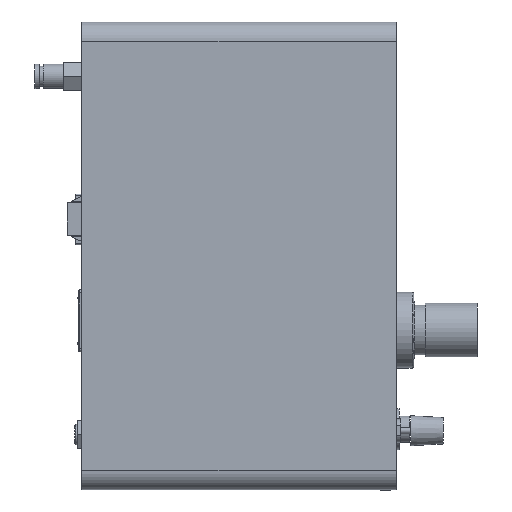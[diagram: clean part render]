
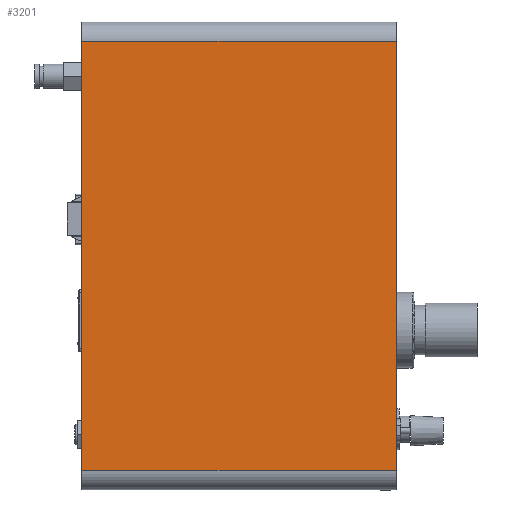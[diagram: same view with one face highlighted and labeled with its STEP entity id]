
A CAD part, top view. The second image highlights one B-rep face of the part: STEP entity #3201.
In plain terms, the highlighted planar face has unit normal (0, 0, 1).
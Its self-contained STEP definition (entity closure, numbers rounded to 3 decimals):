
#402=FACE_OUTER_BOUND('',#612,.T.);
#612=EDGE_LOOP('',(#2668,#2669,#2670,#2671));
#900=LINE('',#5221,#1194);
#906=LINE('',#5241,#1200);
#924=LINE('',#5284,#1218);
#925=LINE('',#5286,#1219);
#1194=VECTOR('',#4310,1000.);
#1200=VECTOR('',#4326,1000.);
#1218=VECTOR('',#4376,1000.);
#1219=VECTOR('',#4379,1000.);
#1464=VERTEX_POINT('',#5218);
#1465=VERTEX_POINT('',#5220);
#1473=VERTEX_POINT('',#5238);
#1474=VERTEX_POINT('',#5240);
#1857=EDGE_CURVE('',#1464,#1465,#900,.F.);
#1867=EDGE_CURVE('',#1474,#1473,#906,.F.);
#1893=EDGE_CURVE('',#1474,#1464,#924,.T.);
#1894=EDGE_CURVE('',#1473,#1465,#925,.F.);
#2668=ORIENTED_EDGE('',*,*,#1857,.F.);
#2669=ORIENTED_EDGE('',*,*,#1893,.F.);
#2670=ORIENTED_EDGE('',*,*,#1867,.T.);
#2671=ORIENTED_EDGE('',*,*,#1894,.T.);
#2852=PLANE('',#3513);
#3201=ADVANCED_FACE('',(#402),#2852,.T.);
#3513=AXIS2_PLACEMENT_3D('',#5285,#4377,#4378);
#4310=DIRECTION('',(0.,1.,0.));
#4326=DIRECTION('',(0.,1.,0.));
#4376=DIRECTION('',(1.,0.,0.));
#4377=DIRECTION('center_axis',(0.,0.,
1.));
#4378=DIRECTION('ref_axis',(0.,1.,0.));
#4379=DIRECTION('',(-1.,0.,0.));
#5218=CARTESIAN_POINT('',(77.5,105.7,67.1));
#5220=CARTESIAN_POINT('',(77.5,-105.7,67.1));
#5221=CARTESIAN_POINT('',(77.5,105.7,67.1));
#5238=CARTESIAN_POINT('',(-77.5,-105.7,67.1));
#5240=CARTESIAN_POINT('',(-77.5,105.7,67.1));
#5241=CARTESIAN_POINT('',(-77.5,105.7,67.1));
#5284=CARTESIAN_POINT('',(-77.5,105.7,67.1));
#5285=CARTESIAN_POINT('Origin',(-77.5,105.7,67.1));
#5286=CARTESIAN_POINT('',(-77.5,-105.7,67.1));
